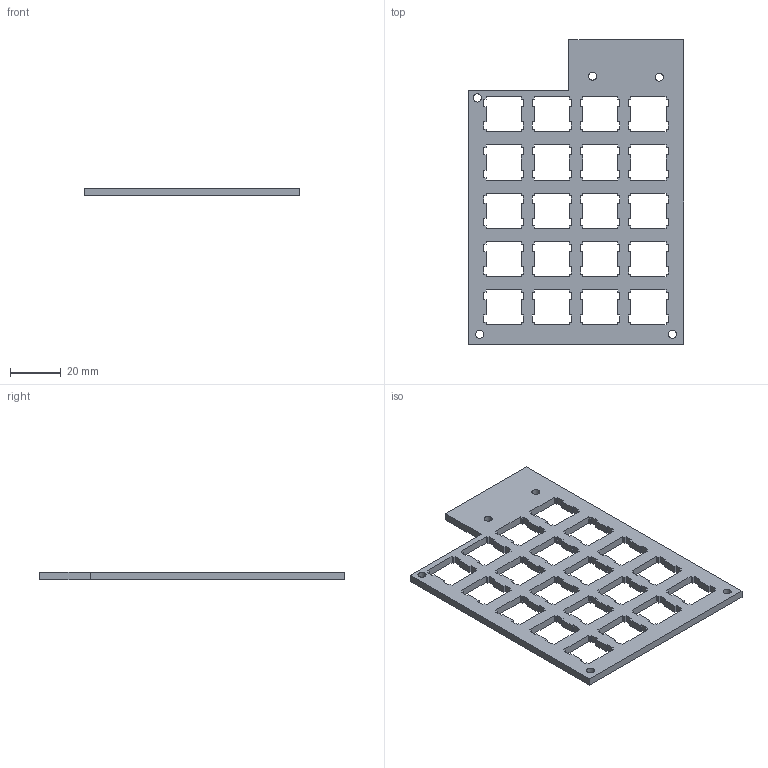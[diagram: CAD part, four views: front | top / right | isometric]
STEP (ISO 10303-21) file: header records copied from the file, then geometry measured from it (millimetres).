
FILE_DESCRIPTION(/* description */ (''),/* implementation_level */ '2;1');
FILE_NAME(/* name */ 'top.step',/* time_stamp */ '2025-07-23T13:20:20+09:00',/* author */ (''),/* organization */ (''),/* preprocessor_version */ 'ST-DEVELOPER v20.1',/* originating_system */ 'Autodesk Translation Framework v14.4.0.0',/* authorisation */ '');
FILE_SCHEMA (('AUTOMOTIVE_DESIGN { 1 0 10303 214 3 1 1 }'));
Length unit declared in the file: millimetre
Products named in the file (1): top
Bounding box: 85 x 120 x 3 mm (x, y, z)
Volume: 16044.1 mm3; surface area: 15784.7 mm2
Topology: 1 solids, 1 shells, 413 faces, 1233 edges, 822 vertices
Faces by surface type: plane 408, cylinder 5
Full cylindrical faces by diameter (mm): 3.2 x5
Entity records: 13730 total; most frequent: CARTESIAN_POINT 2469, ORIENTED_EDGE 2466, DIRECTION 2071, EDGE_CURVE 1233, LINE 1223, VECTOR 1223, VERTEX_POINT 822, EDGE_LOOP 463
